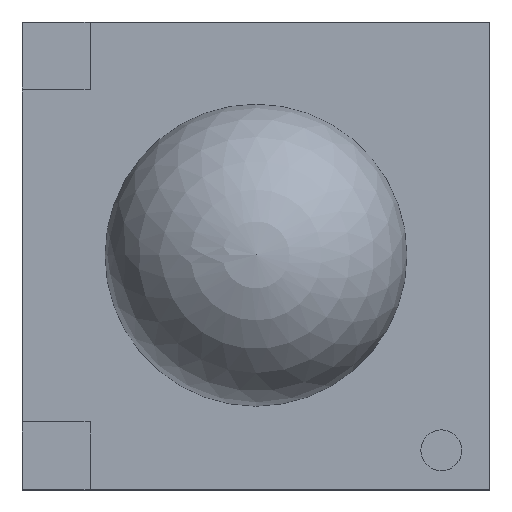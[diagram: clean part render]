
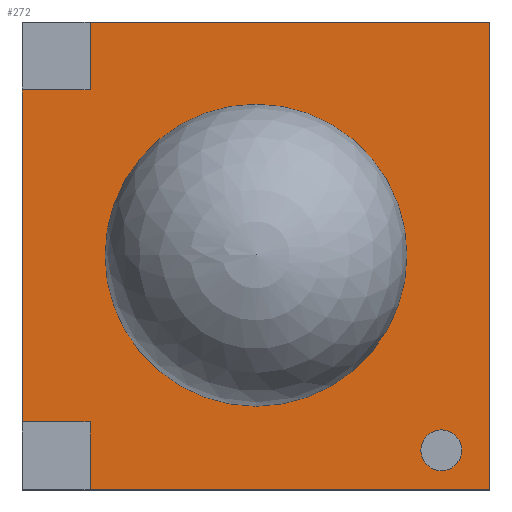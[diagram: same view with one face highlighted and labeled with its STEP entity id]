
A CAD part, top view. The second image highlights one B-rep face of the part: STEP entity #272.
In plain terms, the highlighted planar face has unit normal (0, 0, 1).
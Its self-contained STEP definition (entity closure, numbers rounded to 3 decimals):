
#15=FACE_BOUND('',#122,.T.);
#16=FACE_BOUND('',#123,.T.);
#18=LINE('',#387,#49);
#22=LINE('',#395,#53);
#27=LINE('',#406,#58);
#31=LINE('',#414,#62);
#40=LINE('',#436,#71);
#41=LINE('',#438,#72);
#44=LINE('',#444,#75);
#48=LINE('',#450,#79);
#49=VECTOR('',#317,10.);
#53=VECTOR('',#323,10.);
#58=VECTOR('',#332,10.);
#62=VECTOR('',#338,10.);
#71=VECTOR('',#359,10.);
#72=VECTOR('',#362,10.);
#75=VECTOR('',#367,10.);
#79=VECTOR('',#373,10.);
#91=PLANE('',#305);
#106=FACE_OUTER_BOUND('',#121,.T.);
#121=EDGE_LOOP('',(#244,#245,#246,#247,#248,#249,#250,#251));
#122=EDGE_LOOP('',(#252));
#123=EDGE_LOOP('',(#253));
#125=CIRCLE('',#289,1.11);
#127=CIRCLE('',#298,0.151);
#129=VERTEX_POINT('',#380);
#131=VERTEX_POINT('',#385);
#132=VERTEX_POINT('',#386);
#135=VERTEX_POINT('',#394);
#138=VERTEX_POINT('',#404);
#139=VERTEX_POINT('',#405);
#142=VERTEX_POINT('',#413);
#145=VERTEX_POINT('',#423);
#149=VERTEX_POINT('',#434);
#151=VERTEX_POINT('',#443);
#153=EDGE_CURVE('',#129,#129,#125,.T.);
#155=EDGE_CURVE('',#131,#132,#18,.T.);
#159=EDGE_CURVE('',#135,#131,#22,.T.);
#164=EDGE_CURVE('',#138,#139,#27,.T.);
#168=EDGE_CURVE('',#139,#142,#31,.T.);
#173=EDGE_CURVE('',#145,#145,#127,.T.);
#179=EDGE_CURVE('',#132,#149,#40,.T.);
#180=EDGE_CURVE('',#142,#135,#41,.T.);
#183=EDGE_CURVE('',#151,#138,#44,.T.);
#187=EDGE_CURVE('',#149,#151,#48,.T.);
#244=ORIENTED_EDGE('',*,*,#155,.T.);
#245=ORIENTED_EDGE('',*,*,#179,.T.);
#246=ORIENTED_EDGE('',*,*,#187,.T.);
#247=ORIENTED_EDGE('',*,*,#183,.T.);
#248=ORIENTED_EDGE('',*,*,#164,.T.);
#249=ORIENTED_EDGE('',*,*,#168,.T.);
#250=ORIENTED_EDGE('',*,*,#180,.T.);
#251=ORIENTED_EDGE('',*,*,#159,.T.);
#252=ORIENTED_EDGE('',*,*,#153,.T.);
#253=ORIENTED_EDGE('',*,*,#173,.T.);
#272=ADVANCED_FACE('',(#106,#15,#16),#91,.T.);
#289=AXIS2_PLACEMENT_3D('',#381,#311,#312);
#298=AXIS2_PLACEMENT_3D('',#424,#347,#348);
#305=AXIS2_PLACEMENT_3D('',#451,#374,#375);
#311=DIRECTION('center_axis',(0.,0.,-1.));
#312=DIRECTION('ref_axis',(0.,1.,0.));
#317=DIRECTION('',(0.,-1.,0.));
#323=DIRECTION('',(1.,0.,0.));
#332=DIRECTION('',(0.,-1.,0.));
#338=DIRECTION('',(-1.,0.,0.));
#347=DIRECTION('center_axis',(0.,0.,-1.));
#348=DIRECTION('ref_axis',(-1.,0.,0.));
#359=DIRECTION('',(1.,0.,0.));
#362=DIRECTION('',(0.,-1.,0.));
#367=DIRECTION('',(-1.,0.,0.));
#373=DIRECTION('',(0.,1.,0.));
#374=DIRECTION('center_axis',(0.,0.,1.));
#375=DIRECTION('ref_axis',(1.,0.,0.));
#380=CARTESIAN_POINT('',(-1.11,0.005,0.75));
#381=CARTESIAN_POINT('Origin',(0.,0.005,0.75));
#385=CARTESIAN_POINT('',(-1.22,-1.22,0.75));
#386=CARTESIAN_POINT('',(-1.22,-1.72,0.75));
#387=CARTESIAN_POINT('',(-1.22,-0.61,0.75));
#394=CARTESIAN_POINT('',(-1.72,-1.22,0.75));
#395=CARTESIAN_POINT('',(-0.86,-1.22,0.75));
#404=CARTESIAN_POINT('',(-1.22,1.72,0.75));
#405=CARTESIAN_POINT('',(-1.22,1.22,0.75));
#406=CARTESIAN_POINT('',(-1.22,0.86,0.75));
#413=CARTESIAN_POINT('',(-1.72,1.22,0.75));
#414=CARTESIAN_POINT('',(-0.61,1.22,0.75));
#423=CARTESIAN_POINT('',(1.513,-1.429,0.75));
#424=CARTESIAN_POINT('Origin',(1.362,-1.429,0.75));
#434=CARTESIAN_POINT('',(1.72,-1.72,0.75));
#436=CARTESIAN_POINT('',(-1.72,-1.72,0.75));
#438=CARTESIAN_POINT('',(-1.72,1.72,0.75));
#443=CARTESIAN_POINT('',(1.72,1.72,0.75));
#444=CARTESIAN_POINT('',(1.72,1.72,0.75));
#450=CARTESIAN_POINT('',(1.72,-1.72,0.75));
#451=CARTESIAN_POINT('Origin',(0.,0.,0.75));
